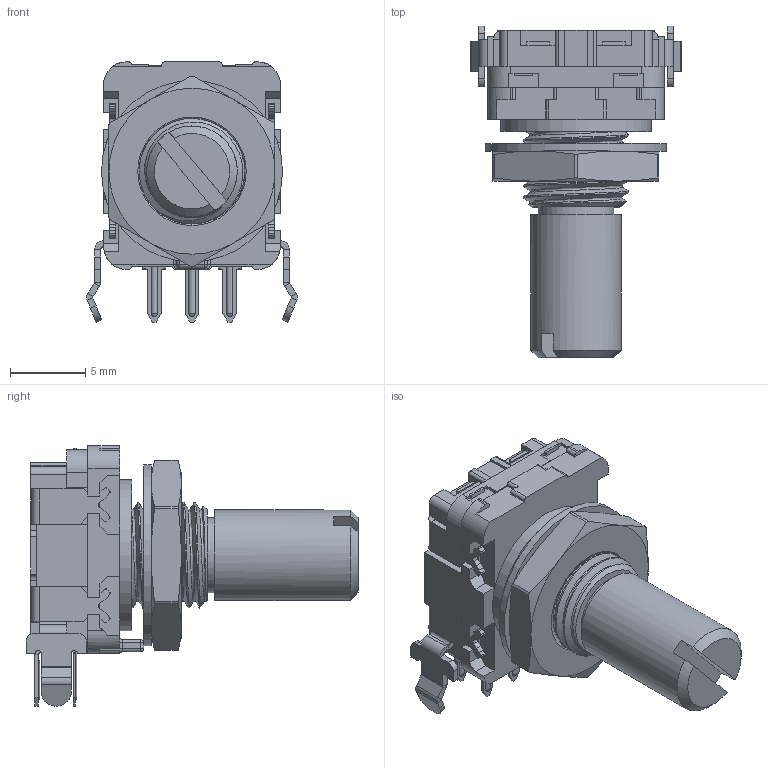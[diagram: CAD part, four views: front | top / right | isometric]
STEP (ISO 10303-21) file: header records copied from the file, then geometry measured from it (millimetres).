
FILE_DESCRIPTION(('STEP AP214'), '1');
FILE_NAME('EC11B-SW-Horiz-R', '', ('UNSPECIFIED'), ('UNSPECIFIED'), 'ASCON STEP Converter 1.6', 'ASCON Math Kernel', '');
FILE_SCHEMA(('AUTOMOTIVE_DESIGN { 1 0 10303 214 3 1 1}'));
Length unit declared in the file: millimetre
Assembly tree (3 placements, depth 2):
  (unnamed)
    (unnamed)
    (unnamed)
    (unnamed)
Bounding box: 13.97 x 22 x 17.25 mm (x, y, z)
Volume: 1501.6 mm3; surface area: 2425.4 mm2
Topology: 11 solids, 11 shells, 629 faces, 1671 edges, 1055 vertices
Faces by surface type: plane 431, cylinder 148, cone 18, sphere 18, bspline 10, torus 4
Full cylindrical faces by diameter (mm): 5 x2, 6 x1, 7.2 x1, 10 x1, 12 x1
Entity records: 32966 total; most frequent: CARTESIAN_POINT 12147, ORIENTED_EDGE 3280, DIRECTION 3148, EDGE_CURVE 1640, LINE 1226, VECTOR 1226, VERTEX_POINT 1050, AXIS2_PLACEMENT_3D 961
